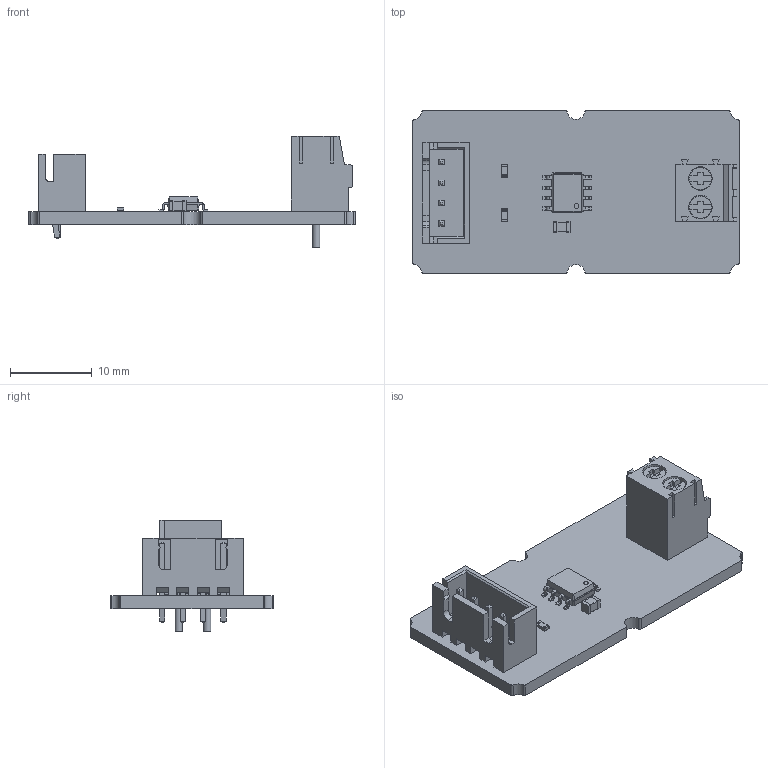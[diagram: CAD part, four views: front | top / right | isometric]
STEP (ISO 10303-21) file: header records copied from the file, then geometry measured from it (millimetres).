
FILE_DESCRIPTION(('KiCad electronic assembly'),'2;1');
FILE_NAME('BA6208G.step','2024-07-18T16:15:57',('Pcbnew'),('Kicad'), 'Open CASCADE STEP processor 7.8','KiCad to STEP converter','Unknown' );
FILE_SCHEMA(('AUTOMOTIVE_DESIGN { 1 0 10303 214 1 1 1 1 }'));
Length unit declared in the file: millimetre
Products named in the file (12): BA6208G 1; R_0603_1608Metric; SOIC-8_3.9x4.9mm_P1.27mm; SOIC_8_39x49mm_P127mm; TerminalBlock_Phoenix_PT-1,5-2-3.5-H_1x02_P3.50mm_Horizontal; TerminalBlock_Phoenix_PT_15_2_35_H_1x02_P350mm_Horizontal; JST_XH_B4B-XH-A_1x04_P2.50mm_Vertical; JST_B4B_XH_A; C_0805_2012Metric; _autosave-BA6208G_PCB
Assembly tree (12 placements, depth 3):
  BA6208G 1
    R_0603_1608Metric  x2
      R_0603_1608Metric
    SOIC-8_3.9x4.9mm_P1.27mm
      SOIC_8_39x49mm_P127mm
    TerminalBlock_Phoenix_PT-1,5-2-3.5-H_1x02_P3.50mm_Horizontal
      TerminalBlock_Phoenix_PT_15_2_35_H_1x02_P350mm_Horizontal
    JST_XH_B4B-XH-A_1x04_P2.50mm_Vertical
      JST_B4B_XH_A
    C_0805_2012Metric
      C_0805_2012Metric
    _autosave-BA6208G_PCB
Bounding box: 40 x 20 x 13.7 mm (x, y, z)
Volume: 1881.6 mm3; surface area: 3261.9 mm2
Topology: 7 solids, 7 shells, 533 faces, 1404 edges, 902 vertices
Faces by surface type: plane 396, cylinder 105, bspline 32
Full cylindrical faces by diameter (mm): 0.6 x1, 0.9 x2, 0.95 x4, 1.2 x2, 2.7 x2, 2.9 x2
Entity records: 18950 total; most frequent: CARTESIAN_POINT 2842, ORIENTED_EDGE 2672, DIRECTION 2498, EDGE_CURVE 1336, LINE 1086, VECTOR 1086, VERTEX_POINT 858, AXIS2_PLACEMENT_3D 706
